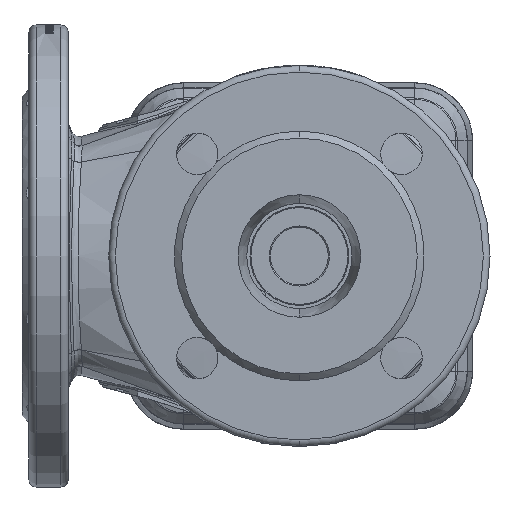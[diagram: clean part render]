
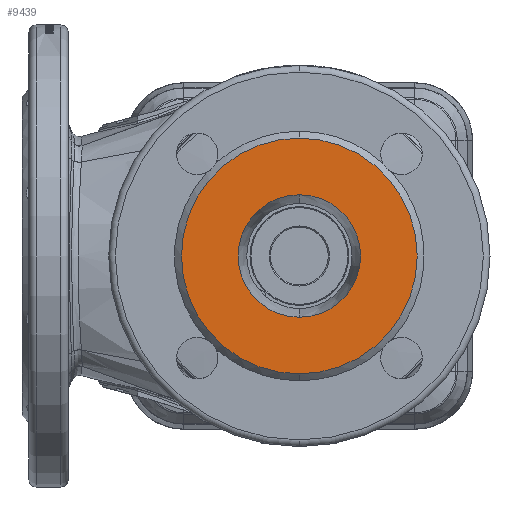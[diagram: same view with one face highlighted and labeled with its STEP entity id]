
A CAD part, front view. The second image highlights one B-rep face of the part: STEP entity #9439.
In plain terms, the highlighted planar face has unit normal (0, -1, 0).
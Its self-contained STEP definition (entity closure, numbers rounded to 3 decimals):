
#3884 = VERTEX_POINT ( 'NONE', #17745 ) ;
#7869 = CARTESIAN_POINT ( 'NONE',  ( 0., -150., 0. ) ) ;
#8306 = ORIENTED_EDGE ( 'NONE', *, *, #40238, .T. ) ;
#8886 = CIRCLE ( 'NONE', #76636, 51. ) ;
#9439 = ADVANCED_FACE ( 'NONE', ( #70980, #130806 ), #71178, .T. ) ;
#13345 = AXIS2_PLACEMENT_3D ( 'NONE', #91728, #20206, #104838 ) ;
#17745 = CARTESIAN_POINT ( 'NONE',  ( 0., -150., -51. ) ) ;
#20206 = DIRECTION ( 'NONE',  ( 0., 1., 0. ) ) ;
#21768 = EDGE_CURVE ( 'NONE', #32488, #82710, #114372, .T. ) ;
#24291 = CARTESIAN_POINT ( 'NONE',  ( 0., -150., 0. ) ) ;
#32488 = VERTEX_POINT ( 'NONE', #62216 ) ;
#37236 = DIRECTION ( 'NONE',  ( 0., 0., -1. ) ) ;
#40238 = EDGE_CURVE ( 'NONE', #82710, #32488, #60608, .T. ) ;
#53367 = DIRECTION ( 'NONE',  ( 0., 1., 0. ) ) ;
#53894 = AXIS2_PLACEMENT_3D ( 'NONE', #63661, #149448, #147368 ) ;
#60608 = CIRCLE ( 'NONE', #13345, 26.5 ) ;
#62216 = CARTESIAN_POINT ( 'NONE',  ( 0., -150., -26.5 ) ) ;
#63661 = CARTESIAN_POINT ( 'NONE',  ( 0., -150., 0. ) ) ;
#70980 = FACE_BOUND ( 'NONE', #114861, .T. ) ;
#71126 = EDGE_LOOP ( 'NONE', ( #123386, #127624 ) ) ;
#71178 = PLANE ( 'NONE',  #103261 ) ;
#73998 = VERTEX_POINT ( 'NONE', #116943 ) ;
#76636 = AXIS2_PLACEMENT_3D ( 'NONE', #7869, #53367, #101994 ) ;
#82710 = VERTEX_POINT ( 'NONE', #137209 ) ;
#83394 = EDGE_CURVE ( 'NONE', #3884, #73998, #108819, .T. ) ;
#91728 = CARTESIAN_POINT ( 'NONE',  ( 0., -150., 0. ) ) ;
#97586 = ORIENTED_EDGE ( 'NONE', *, *, #21768, .T. ) ;
#98181 = AXIS2_PLACEMENT_3D ( 'NONE', #24291, #131946, #118873 ) ;
#101994 = DIRECTION ( 'NONE',  ( 0., 0., 1. ) ) ;
#103261 = AXIS2_PLACEMENT_3D ( 'NONE', #109806, #109286, #37236 ) ;
#104838 = DIRECTION ( 'NONE',  ( 0., 0., 1. ) ) ;
#108819 = CIRCLE ( 'NONE', #53894, 51. ) ;
#109286 = DIRECTION ( 'NONE',  ( 0., -1., 0. ) ) ;
#109806 = CARTESIAN_POINT ( 'NONE',  ( 0., -150., 0. ) ) ;
#114372 = CIRCLE ( 'NONE', #98181, 26.5 ) ;
#114861 = EDGE_LOOP ( 'NONE', ( #8306, #97586 ) ) ;
#116943 = CARTESIAN_POINT ( 'NONE',  ( 0., -150., 51. ) ) ;
#118873 = DIRECTION ( 'NONE',  ( 0., 0., 1. ) ) ;
#121980 = EDGE_CURVE ( 'NONE', #73998, #3884, #8886, .T. ) ;
#123386 = ORIENTED_EDGE ( 'NONE', *, *, #121980, .F. ) ;
#127624 = ORIENTED_EDGE ( 'NONE', *, *, #83394, .F. ) ;
#130806 = FACE_OUTER_BOUND ( 'NONE', #71126, .T. ) ;
#131946 = DIRECTION ( 'NONE',  ( 0., 1., 0. ) ) ;
#137209 = CARTESIAN_POINT ( 'NONE',  ( 0., -150., 26.5 ) ) ;
#147368 = DIRECTION ( 'NONE',  ( 0., 0., 1. ) ) ;
#149448 = DIRECTION ( 'NONE',  ( 0., 1., 0. ) ) ;
